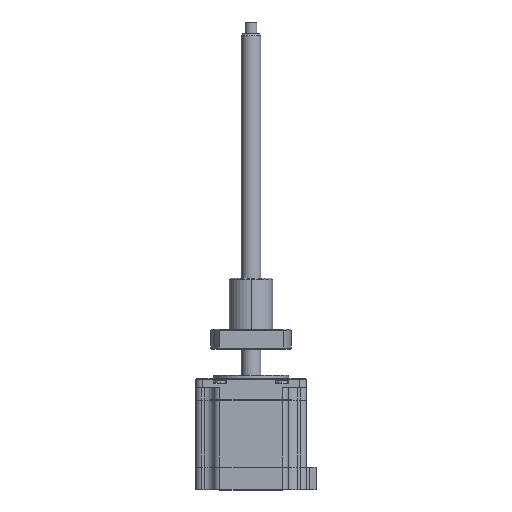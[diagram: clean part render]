
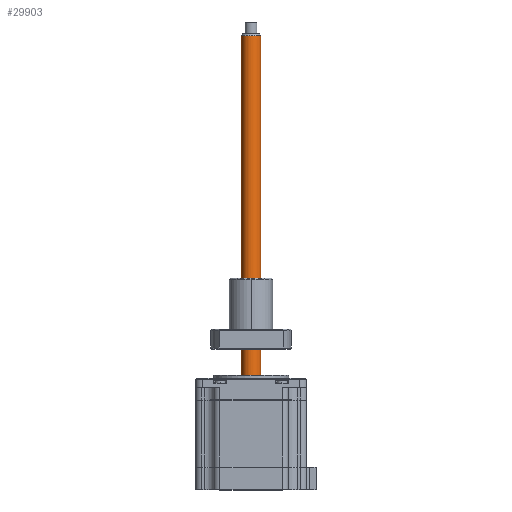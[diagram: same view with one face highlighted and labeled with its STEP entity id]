
A CAD part, top view. The second image highlights one B-rep face of the part: STEP entity #29903.
In plain terms, the highlighted cylindrical face has radius 5 mm (diameter 10 mm), a partial arc.
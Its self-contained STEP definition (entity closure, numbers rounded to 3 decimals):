
#216 = CARTESIAN_POINT ( 'NONE',  ( -11.379, 158.328, 63.632 ) ) ;
#6161 = DIRECTION ( 'NONE',  ( -1., 0., 0.004 ) ) ;
#6381 = ORIENTED_EDGE ( 'NONE', *, *, #9409, .F. ) ;
#6414 = CARTESIAN_POINT ( 'NONE',  ( -21.379, 159.328, 63.668 ) ) ;
#7699 = ORIENTED_EDGE ( 'NONE', *, *, #55946, .F. ) ;
#8649 = DIRECTION ( 'NONE',  ( 0., -1., 0. ) ) ;
#9409 = EDGE_CURVE ( 'NONE', #43571, #27022, #19038, .T. ) ;
#9708 = VECTOR ( 'NONE', #41361, 1000. ) ;
#9717 = CYLINDRICAL_SURFACE ( 'NONE', #52680, 5. ) ;
#9882 = CARTESIAN_POINT ( 'NONE',  ( -21.379, 158.328, 63.668 ) ) ;
#12170 = EDGE_CURVE ( 'NONE', #20045, #49728, #18485, .T. ) ;
#13850 = FACE_OUTER_BOUND ( 'NONE', #22179, .T. ) ;
#13935 = ORIENTED_EDGE ( 'NONE', *, *, #19643, .T. ) ;
#16869 = DIRECTION ( 'NONE',  ( 0., -1., 0. ) ) ;
#17922 = CARTESIAN_POINT ( 'NONE',  ( -11.379, -15.672, 63.632 ) ) ;
#18485 = CIRCLE ( 'NONE', #47936, 5. ) ;
#18712 = CARTESIAN_POINT ( 'NONE',  ( -16.379, -15.672, 63.65 ) ) ;
#19038 = CIRCLE ( 'NONE', #42980, 5. ) ;
#19643 = EDGE_CURVE ( 'NONE', #49728, #27022, #44905, .T. ) ;
#20045 = VERTEX_POINT ( 'NONE', #216 ) ;
#22179 = EDGE_LOOP ( 'NONE', ( #7699, #33581, #13935, #6381 ) ) ;
#27022 = VERTEX_POINT ( 'NONE', #38002 ) ;
#29903 = ADVANCED_FACE ( 'NONE', ( #13850 ), #9717, .T. ) ;
#32551 = DIRECTION ( 'NONE',  ( 0., -1., 0. ) ) ;
#33476 = DIRECTION ( 'NONE',  ( 0., -1., 0. ) ) ;
#33581 = ORIENTED_EDGE ( 'NONE', *, *, #12170, .T. ) ;
#37037 = VECTOR ( 'NONE', #16869, 1000. ) ;
#38002 = CARTESIAN_POINT ( 'NONE',  ( -21.379, -15.672, 63.668 ) ) ;
#38871 = CARTESIAN_POINT ( 'NONE',  ( -11.379, 159.328, 63.632 ) ) ;
#39548 = DIRECTION ( 'NONE',  ( 1., 0., -0.004 ) ) ;
#41361 = DIRECTION ( 'NONE',  ( 0., -1., 0. ) ) ;
#42186 = CARTESIAN_POINT ( 'NONE',  ( -16.379, 159.328, 63.65 ) ) ;
#42980 = AXIS2_PLACEMENT_3D ( 'NONE', #18712, #32551, #6161 ) ;
#43571 = VERTEX_POINT ( 'NONE', #17922 ) ;
#44905 = LINE ( 'NONE', #6414, #9708 ) ;
#45992 = LINE ( 'NONE', #38871, #37037 ) ;
#47936 = AXIS2_PLACEMENT_3D ( 'NONE', #52442, #8649, #39548 ) ;
#49728 = VERTEX_POINT ( 'NONE', #9882 ) ;
#52442 = CARTESIAN_POINT ( 'NONE',  ( -16.379, 158.328, 63.65 ) ) ;
#52680 = AXIS2_PLACEMENT_3D ( 'NONE', #42186, #33476, #55068 ) ;
#55068 = DIRECTION ( 'NONE',  ( -1., 0., 0.004 ) ) ;
#55946 = EDGE_CURVE ( 'NONE', #20045, #43571, #45992, .T. ) ;
